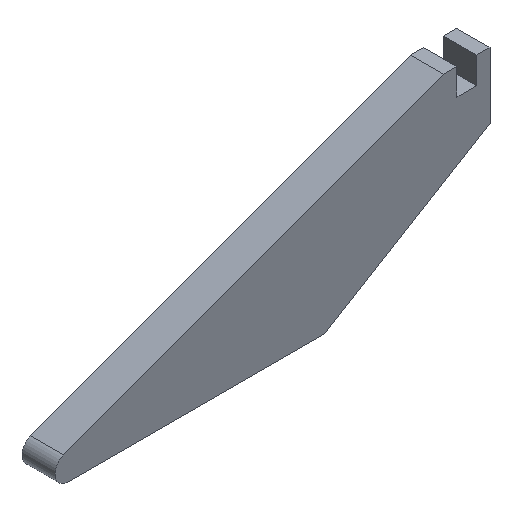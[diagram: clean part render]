
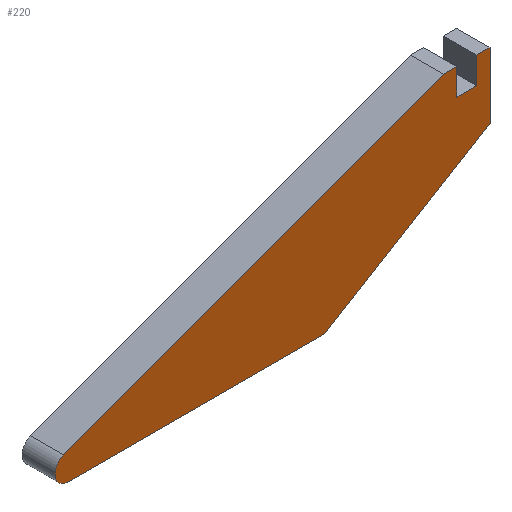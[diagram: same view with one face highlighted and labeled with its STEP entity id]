
A CAD part, isometric view. The second image highlights one B-rep face of the part: STEP entity #220.
In plain terms, the highlighted planar face has unit normal (0, -1, 0).
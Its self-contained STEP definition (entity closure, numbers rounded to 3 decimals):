
#15=PLANE('',#248);
#27=FACE_OUTER_BOUND('',#39,.T.);
#39=EDGE_LOOP('',(#162,#163,#164,#165,#166,#167,#168,#169,#170,#171));
#52=LINE('',#329,#80);
#53=LINE('',#331,#81);
#54=LINE('',#333,#82);
#55=LINE('',#335,#83);
#56=LINE('',#337,#84);
#57=LINE('',#339,#85);
#58=LINE('',#341,#86);
#59=LINE('',#343,#87);
#60=LINE('',#344,#88);
#80=VECTOR('',#271,10.);
#81=VECTOR('',#272,10.);
#82=VECTOR('',#273,10.);
#83=VECTOR('',#274,10.);
#84=VECTOR('',#275,10.);
#85=VECTOR('',#276,10.);
#86=VECTOR('',#277,10.);
#87=VECTOR('',#278,10.);
#88=VECTOR('',#279,10.);
#107=CIRCLE('',#247,2.);
#110=VERTEX_POINT('',#322);
#111=VERTEX_POINT('',#324);
#112=VERTEX_POINT('',#328);
#113=VERTEX_POINT('',#330);
#114=VERTEX_POINT('',#332);
#115=VERTEX_POINT('',#334);
#116=VERTEX_POINT('',#336);
#117=VERTEX_POINT('',#338);
#118=VERTEX_POINT('',#340);
#119=VERTEX_POINT('',#342);
#130=EDGE_CURVE('',#110,#111,#107,.T.);
#132=EDGE_CURVE('',#110,#112,#52,.T.);
#133=EDGE_CURVE('',#112,#113,#53,.T.);
#134=EDGE_CURVE('',#113,#114,#54,.T.);
#135=EDGE_CURVE('',#114,#115,#55,.T.);
#136=EDGE_CURVE('',#115,#116,#56,.T.);
#137=EDGE_CURVE('',#116,#117,#57,.T.);
#138=EDGE_CURVE('',#117,#118,#58,.T.);
#139=EDGE_CURVE('',#118,#119,#59,.T.);
#140=EDGE_CURVE('',#119,#111,#60,.T.);
#162=ORIENTED_EDGE('',*,*,#130,.F.);
#163=ORIENTED_EDGE('',*,*,#132,.T.);
#164=ORIENTED_EDGE('',*,*,#133,.T.);
#165=ORIENTED_EDGE('',*,*,#134,.T.);
#166=ORIENTED_EDGE('',*,*,#135,.T.);
#167=ORIENTED_EDGE('',*,*,#136,.T.);
#168=ORIENTED_EDGE('',*,*,#137,.T.);
#169=ORIENTED_EDGE('',*,*,#138,.T.);
#170=ORIENTED_EDGE('',*,*,#139,.T.);
#171=ORIENTED_EDGE('',*,*,#140,.T.);
#220=ADVANCED_FACE('',(#27),#15,.F.);
#247=AXIS2_PLACEMENT_3D('',#325,#266,#267);
#248=AXIS2_PLACEMENT_3D('',#327,#269,#270);
#266=DIRECTION('center_axis',(0.,1.,0.));
#267=DIRECTION('ref_axis',(-0.985,0.,-0.175));
#269=DIRECTION('center_axis',(0.,1.,0.));
#270=DIRECTION('ref_axis',(1.,0.,0.));
#271=DIRECTION('',(1.,0.,0.));
#272=DIRECTION('',(0.857,0.,0.514));
#273=DIRECTION('',(0.,0.,1.));
#274=DIRECTION('',(-1.,0.,0.));
#275=DIRECTION('',(0.,0.,-1.));
#276=DIRECTION('',(-1.,0.,0.));
#277=DIRECTION('',(0.,0.,1.));
#278=DIRECTION('',(-1.,0.,0.));
#279=DIRECTION('',(-0.939,0.,-0.345));
#322=CARTESIAN_POINT('',(11.236,0.,0.));
#324=CARTESIAN_POINT('',(10.546,0.,3.877));
#325=CARTESIAN_POINT('Origin',(11.236,0.,2.));
#327=CARTESIAN_POINT('Origin',(37.5,0.,12.5));
#328=CARTESIAN_POINT('',(50.,0.,0.));
#329=CARTESIAN_POINT('',(0.,0.,0.));
#330=CARTESIAN_POINT('',(75.,0.,15.));
#331=CARTESIAN_POINT('',(50.,0.,0.));
#332=CARTESIAN_POINT('',(75.,0.,25.));
#333=CARTESIAN_POINT('',(75.,0.,15.));
#334=CARTESIAN_POINT('',(73.,0.,25.));
#335=CARTESIAN_POINT('',(75.,0.,25.));
#336=CARTESIAN_POINT('',(73.,0.,21.));
#337=CARTESIAN_POINT('',(73.,0.,25.));
#338=CARTESIAN_POINT('',(70.,0.,21.));
#339=CARTESIAN_POINT('',(73.,0.,21.));
#340=CARTESIAN_POINT('',(70.,0.,25.));
#341=CARTESIAN_POINT('',(70.,0.,21.));
#342=CARTESIAN_POINT('',(68.,0.,25.));
#343=CARTESIAN_POINT('',(75.,0.,25.));
#344=CARTESIAN_POINT('',(68.,0.,25.));
